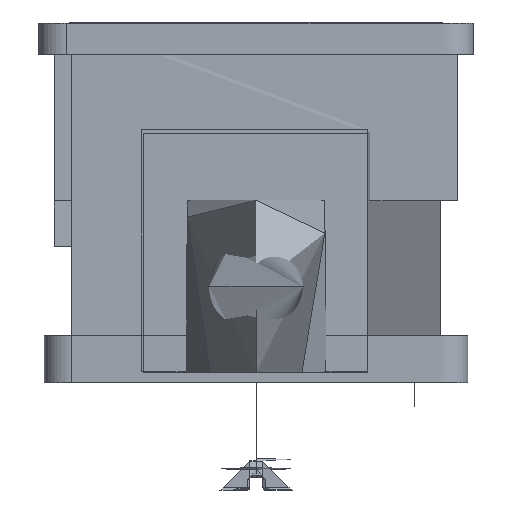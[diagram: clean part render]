
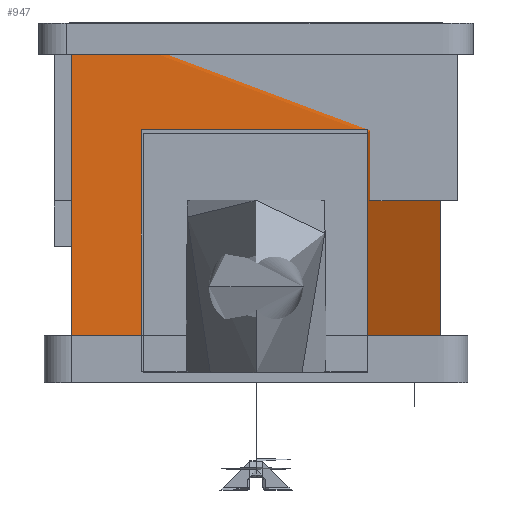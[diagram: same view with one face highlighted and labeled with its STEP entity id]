
A CAD part, front view. The second image highlights one B-rep face of the part: STEP entity #947.
In plain terms, the highlighted free-form (B-spline) face has degree [1, 2] with [2, 9] control points.
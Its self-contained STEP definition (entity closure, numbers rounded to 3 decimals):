
#31=FACE_BOUND('',#1589,.T.);
#323=B_SPLINE_CURVE_WITH_KNOTS('',1,(#7063,#7064),.UNSPECIFIED.,.F.,.F.,
(2,2),(0.,25.522),.UNSPECIFIED.);
#331=B_SPLINE_CURVE_WITH_KNOTS('',1,(#7088,#7089),.UNSPECIFIED.,.F.,.F.,
(2,2),(0.,14.275),.UNSPECIFIED.);
#332=B_SPLINE_CURVE_WITH_KNOTS('',1,(#7090,#7091),.UNSPECIFIED.,.F.,.F.,
(2,2),(0.,15.231),.UNSPECIFIED.);
#333=B_SPLINE_CURVE_WITH_KNOTS('',1,(#7092,#7093),.UNSPECIFIED.,.F.,.F.,
(2,2),(0.,14.275),.UNSPECIFIED.);
#334=B_SPLINE_CURVE_WITH_KNOTS('',1,(#7094,#7095),.UNSPECIFIED.,.F.,.F.,
(2,2),(0.,15.231),.UNSPECIFIED.);
#336=B_SPLINE_CURVE_WITH_KNOTS('',1,(#7098,#7099),.UNSPECIFIED.,.F.,.F.,
(2,2),(0.,25.522),.UNSPECIFIED.);
#947=ADVANCED_FACE('',(#1266,#31),#5196,.T.);
#1266=FACE_OUTER_BOUND('',#1588,.T.);
#1588=EDGE_LOOP('',(#2040,#2041,#2042,#2043));
#1589=EDGE_LOOP('',(#2044,#2045,#2046,#2047));
#2040=ORIENTED_EDGE('',*,*,#3625,.T.);
#2041=ORIENTED_EDGE('',*,*,#3612,.F.);
#2042=ORIENTED_EDGE('',*,*,#3611,.F.);
#2043=ORIENTED_EDGE('',*,*,#3610,.T.);
#2044=ORIENTED_EDGE('',*,*,#3623,.F.);
#2045=ORIENTED_EDGE('',*,*,#3622,.F.);
#2046=ORIENTED_EDGE('',*,*,#3621,.F.);
#2047=ORIENTED_EDGE('',*,*,#3620,.F.);
#3610=EDGE_CURVE('',#4702,#4712,#4413,.T.);
#3611=EDGE_CURVE('',#4702,#4703,#323,.T.);
#3612=EDGE_CURVE('',#4703,#4713,#4414,.T.);
#3620=EDGE_CURVE('',#4708,#4709,#331,.T.);
#3621=EDGE_CURVE('',#4709,#4710,#332,.T.);
#3622=EDGE_CURVE('',#4710,#4711,#333,.T.);
#3623=EDGE_CURVE('',#4711,#4708,#334,.T.);
#3625=EDGE_CURVE('',#4712,#4713,#336,.T.);
#4413=(
BOUNDED_CURVE()
B_SPLINE_CURVE(2,(#7054,#7055,#7056,#7057,#7058,#7059,#7060,#7061,#7062),
 .UNSPECIFIED.,.F.,.F.)
B_SPLINE_CURVE_WITH_KNOTS((3,2,2,2,3),(182.263,195.506,
197.077,210.32,211.89),.UNSPECIFIED.)
CURVE()
GEOMETRIC_REPRESENTATION_ITEM()
RATIONAL_B_SPLINE_CURVE((1.,1.,1.,0.707,1.,1.,1.,0.707,
1.))
REPRESENTATION_ITEM('')
);
#4414=(
BOUNDED_CURVE()
B_SPLINE_CURVE(2,(#7065,#7066,#7067,#7068,#7069,#7070,#7071,#7072,#7073),
 .UNSPECIFIED.,.F.,.F.)
B_SPLINE_CURVE_WITH_KNOTS((3,2,2,2,3),(182.263,195.506,
197.077,210.32,211.89),.UNSPECIFIED.)
CURVE()
GEOMETRIC_REPRESENTATION_ITEM()
RATIONAL_B_SPLINE_CURVE((1.,1.,1.,0.707,1.,1.,1.,0.707,
1.))
REPRESENTATION_ITEM('')
);
#4702=VERTEX_POINT('',#7042);
#4703=VERTEX_POINT('',#7043);
#4708=VERTEX_POINT('',#7048);
#4709=VERTEX_POINT('',#7049);
#4710=VERTEX_POINT('',#7050);
#4711=VERTEX_POINT('',#7051);
#4712=VERTEX_POINT('',#7052);
#4713=VERTEX_POINT('',#7053);
#5196=(
BOUNDED_SURFACE()
B_SPLINE_SURFACE(1,2,((#7024,#7025,#7026,#7027,#7028,#7029,#7030,#7031,
#7032),(#7033,#7034,#7035,#7036,#7037,#7038,#7039,#7040,#7041)),
 .UNSPECIFIED.,.F.,.F.,.F.)
B_SPLINE_SURFACE_WITH_KNOTS((2,2),(3,2,2,2,3),(0.,25.522),(-211.89,
-210.32,-197.077,-195.506,-182.263),
 .UNSPECIFIED.)
GEOMETRIC_REPRESENTATION_ITEM()
RATIONAL_B_SPLINE_SURFACE(((1.,0.707,1.,1.,1.,0.707,
1.,1.,1.),(1.,0.707,1.,1.,1.,0.707,1.,1.,1.)))
REPRESENTATION_ITEM('')
SURFACE()
);
#7024=CARTESIAN_POINT('',(11.257,12.542,-16.139));
#7025=CARTESIAN_POINT('',(12.999,12.542,-16.139));
#7026=CARTESIAN_POINT('',(12.999,10.8,-16.139));
#7027=CARTESIAN_POINT('',(12.999,-0.958,-16.139));
#7028=CARTESIAN_POINT('',(12.999,-12.716,-16.139));
#7029=CARTESIAN_POINT('',(12.999,-14.458,-16.139));
#7030=CARTESIAN_POINT('',(11.257,-14.458,-16.139));
#7031=CARTESIAN_POINT('',(-0.501,-14.458,-16.139));
#7032=CARTESIAN_POINT('',(-12.259,-14.458,-16.139));
#7033=CARTESIAN_POINT('',(11.257,12.542,6.861));
#7034=CARTESIAN_POINT('',(12.999,12.542,6.861));
#7035=CARTESIAN_POINT('',(12.999,10.8,6.861));
#7036=CARTESIAN_POINT('',(12.999,-0.958,6.861));
#7037=CARTESIAN_POINT('',(12.999,-12.716,6.861));
#7038=CARTESIAN_POINT('',(12.999,-14.458,6.861));
#7039=CARTESIAN_POINT('',(11.257,-14.458,6.861));
#7040=CARTESIAN_POINT('',(-0.501,-14.458,6.861));
#7041=CARTESIAN_POINT('',(-12.259,-14.458,6.861));
#7042=CARTESIAN_POINT('',(-12.259,-14.458,-16.139));
#7043=CARTESIAN_POINT('',(-12.259,-14.458,6.861));
#7048=CARTESIAN_POINT('',(-7.648,-14.458,-15.447));
#7049=CARTESIAN_POINT('',(6.627,-14.458,-15.447));
#7050=CARTESIAN_POINT('',(6.627,-14.458,-0.217));
#7051=CARTESIAN_POINT('',(-7.648,-14.458,-0.217));
#7052=CARTESIAN_POINT('',(11.257,12.542,-16.139));
#7053=CARTESIAN_POINT('',(11.257,12.542,6.861));
#7054=CARTESIAN_POINT('',(-12.259,-14.458,-16.139));
#7055=CARTESIAN_POINT('',(-0.501,-14.458,-16.139));
#7056=CARTESIAN_POINT('',(11.257,-14.458,-16.139));
#7057=CARTESIAN_POINT('',(12.999,-14.458,-16.139));
#7058=CARTESIAN_POINT('',(12.999,-12.716,-16.139));
#7059=CARTESIAN_POINT('',(12.999,-0.958,-16.139));
#7060=CARTESIAN_POINT('',(12.999,10.8,-16.139));
#7061=CARTESIAN_POINT('',(12.999,12.542,-16.139));
#7062=CARTESIAN_POINT('',(11.257,12.542,-16.139));
#7063=CARTESIAN_POINT('',(-12.259,-14.458,-16.139));
#7064=CARTESIAN_POINT('',(-12.259,-14.458,6.861));
#7065=CARTESIAN_POINT('',(-12.259,-14.458,6.861));
#7066=CARTESIAN_POINT('',(-0.501,-14.458,6.861));
#7067=CARTESIAN_POINT('',(11.257,-14.458,6.861));
#7068=CARTESIAN_POINT('',(12.999,-14.458,6.861));
#7069=CARTESIAN_POINT('',(12.999,-12.716,6.861));
#7070=CARTESIAN_POINT('',(12.999,-0.958,6.861));
#7071=CARTESIAN_POINT('',(12.999,10.8,6.861));
#7072=CARTESIAN_POINT('',(12.999,12.542,6.861));
#7073=CARTESIAN_POINT('',(11.257,12.542,6.861));
#7088=CARTESIAN_POINT('',(-7.648,-14.458,-15.447));
#7089=CARTESIAN_POINT('',(6.627,-14.458,-15.447));
#7090=CARTESIAN_POINT('',(6.627,-14.458,-15.447));
#7091=CARTESIAN_POINT('',(6.627,-14.458,-0.217));
#7092=CARTESIAN_POINT('',(6.627,-14.458,-0.217));
#7093=CARTESIAN_POINT('',(-7.648,-14.458,-0.217));
#7094=CARTESIAN_POINT('',(-7.648,-14.458,-0.217));
#7095=CARTESIAN_POINT('',(-7.648,-14.458,-15.447));
#7098=CARTESIAN_POINT('',(11.257,12.542,-16.139));
#7099=CARTESIAN_POINT('',(11.257,12.542,6.861));
